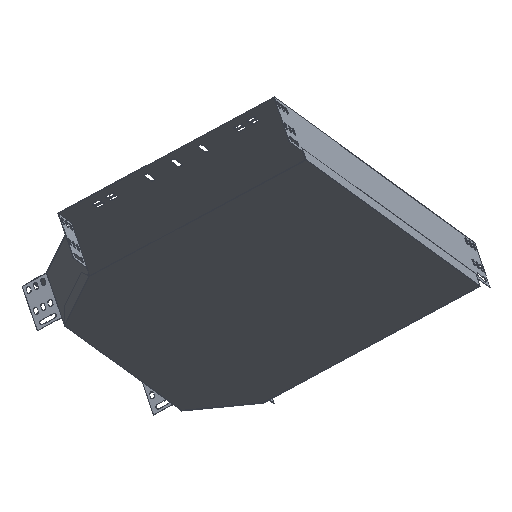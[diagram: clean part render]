
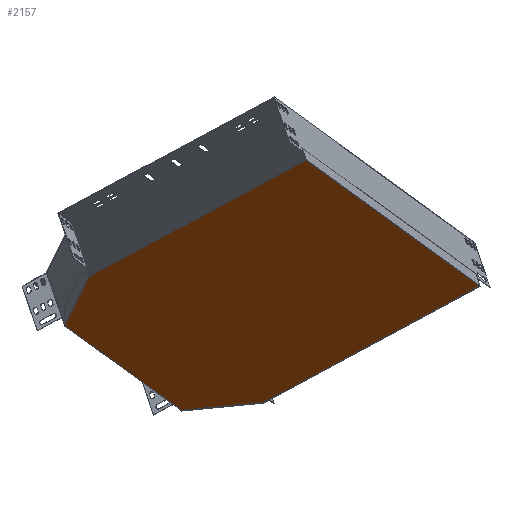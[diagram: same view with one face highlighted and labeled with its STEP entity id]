
A CAD part, front view. The second image highlights one B-rep face of the part: STEP entity #2157.
In plain terms, the highlighted planar face has unit normal (0.283, -0.485, -0.827).
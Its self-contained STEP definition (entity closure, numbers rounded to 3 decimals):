
#216 = VERTEX_POINT ( 'NONE', #4700 ) ;
#367 = VECTOR ( 'NONE', #10021, 1000. ) ;
#675 = CARTESIAN_POINT ( 'NONE',  ( 55.79, 408.978, -214.472 ) ) ;
#764 = CARTESIAN_POINT ( 'NONE',  ( -217.585, -89.364, -15.515 ) ) ;
#854 = CARTESIAN_POINT ( 'NONE',  ( 56.01, 408.35, -214.029 ) ) ;
#1067 = CARTESIAN_POINT ( 'NONE',  ( -257.297, 21.339, -94.055 ) ) ;
#1192 = VERTEX_POINT ( 'NONE', #9590 ) ;
#1349 = VECTOR ( 'NONE', #3191, 1000. ) ;
#1394 = LINE ( 'NONE', #11237, #1349 ) ;
#1511 = LINE ( 'NONE', #8972, #367 ) ;
#1734 = EDGE_CURVE ( 'NONE', #3837, #1192, #7063, .T. ) ;
#1881 = DIRECTION ( 'NONE',  ( -0.845, 0.283, -0.455 ) ) ;
#1896 = PLANE ( 'NONE',  #2913 ) ;
#2058 = VERTEX_POINT ( 'NONE', #11858 ) ;
#2157 = ADVANCED_FACE ( 'NONE', ( #6102 ), #1896, .F. ) ;
#2360 = ORIENTED_EDGE ( 'NONE', *, *, #8858, .T. ) ;
#2407 = VECTOR ( 'NONE', #3430, 1000. ) ;
#2429 = ORIENTED_EDGE ( 'NONE', *, *, #2769, .F. ) ;
#2458 = LINE ( 'NONE', #764, #2407 ) ;
#2534 = ORIENTED_EDGE ( 'NONE', *, *, #3484, .T. ) ;
#2610 = ORIENTED_EDGE ( 'NONE', *, *, #6697, .T. ) ;
#2615 = VECTOR ( 'NONE', #9258, 1000. ) ;
#2664 = DIRECTION ( 'NONE',  ( 0.276, -0.785, 0.555 ) ) ;
#2712 = ORIENTED_EDGE ( 'NONE', *, *, #4050, .T. ) ;
#2769 = EDGE_CURVE ( 'NONE', #2058, #10881, #4574, .T. ) ;
#2793 = DIRECTION ( 'NONE',  ( -0.455, -0.827, 0.33 ) ) ;
#2803 = LINE ( 'NONE', #8206, #2615 ) ;
#2842 = EDGE_CURVE ( 'NONE', #216, #5715, #4405, .T. ) ;
#2849 = ORIENTED_EDGE ( 'NONE', *, *, #8599, .F. ) ;
#2908 = ORIENTED_EDGE ( 'NONE', *, *, #2842, .T. ) ;
#2913 = AXIS2_PLACEMENT_3D ( 'NONE', #5494, #8687, #2793 ) ;
#2928 = LINE ( 'NONE', #7079, #11081 ) ;
#3016 = ORIENTED_EDGE ( 'NONE', *, *, #3632, .F. ) ;
#3191 = DIRECTION ( 'NONE',  ( 0.845, -0.283, 0.455 ) ) ;
#3239 = ORIENTED_EDGE ( 'NONE', *, *, #1734, .F. ) ;
#3424 = ORIENTED_EDGE ( 'NONE', *, *, #4775, .T. ) ;
#3430 = DIRECTION ( 'NONE',  ( 0.919, 0.385, 0.088 ) ) ;
#3484 = EDGE_CURVE ( 'NONE', #2058, #4860, #2803, .T. ) ;
#3632 = EDGE_CURVE ( 'NONE', #1192, #5715, #2458, .T. ) ;
#3837 = VERTEX_POINT ( 'NONE', #1067 ) ;
#3922 = CARTESIAN_POINT ( 'NONE',  ( 395.332, 294.284, -31.071 ) ) ;
#3995 = LINE ( 'NONE', #854, #4008 ) ;
#4008 = VECTOR ( 'NONE', #6400, 1000. ) ;
#4050 = EDGE_CURVE ( 'NONE', #9463, #6263, #1394, .T. ) ;
#4314 = CARTESIAN_POINT ( 'NONE',  ( -256.011, 21.878, -93.931 ) ) ;
#4335 = VECTOR ( 'NONE', #1881, 1000. ) ;
#4405 = LINE ( 'NONE', #6566, #4335 ) ;
#4493 = VECTOR ( 'NONE', #2664, 1000. ) ;
#4574 = LINE ( 'NONE', #6468, #4493 ) ;
#4700 = CARTESIAN_POINT ( 'NONE',  ( 122.123, -202.728, 167.162 ) ) ;
#4775 = EDGE_CURVE ( 'NONE', #3837, #6548, #2928, .T. ) ;
#4860 = VERTEX_POINT ( 'NONE', #675 ) ;
#5356 = CARTESIAN_POINT ( 'NONE',  ( -217.034, -89.133, -15.462 ) ) ;
#5494 = CARTESIAN_POINT ( 'NONE',  ( -334.121, 244.343, -251.184 ) ) ;
#5685 = LINE ( 'NONE', #4314, #7631 ) ;
#5715 = VERTEX_POINT ( 'NONE', #5356 ) ;
#6102 = FACE_OUTER_BOUND ( 'NONE', #7412, .T. ) ;
#6263 = VERTEX_POINT ( 'NONE', #3922 ) ;
#6400 = DIRECTION ( 'NONE',  ( 0.276, -0.785, 0.555 ) ) ;
#6468 = CARTESIAN_POINT ( 'NONE',  ( -73.915, 353.911, -226.508 ) ) ;
#6548 = VERTEX_POINT ( 'NONE', #10379 ) ;
#6566 = CARTESIAN_POINT ( 'NONE',  ( 121.447, -202.502, 166.798 ) ) ;
#6697 = EDGE_CURVE ( 'NONE', #4860, #9463, #3995, .T. ) ;
#7015 = VECTOR ( 'NONE', #10399, 1000. ) ;
#7063 = LINE ( 'NONE', #11420, #7015 ) ;
#7079 = CARTESIAN_POINT ( 'NONE',  ( -256.562, 21.647, -93.984 ) ) ;
#7412 = EDGE_LOOP ( 'NONE', ( #2360, #2429, #2534, #2610, #2712, #2849, #2908, #3016, #3239, #3424 ) ) ;
#7606 = CARTESIAN_POINT ( 'NONE',  ( 56.176, 407.879, -213.696 ) ) ;
#7631 = VECTOR ( 'NONE', #12510, 1000. ) ;
#8206 = CARTESIAN_POINT ( 'NONE',  ( -75.175, 354.103, -227.052 ) ) ;
#8591 = CARTESIAN_POINT ( 'NONE',  ( -73.75, 353.44, -226.175 ) ) ;
#8599 = EDGE_CURVE ( 'NONE', #216, #6263, #1511, .T. ) ;
#8687 = DIRECTION ( 'NONE',  ( -0.283, 0.485, 0.827 ) ) ;
#8858 = EDGE_CURVE ( 'NONE', #6548, #10881, #5685, .T. ) ;
#8972 = CARTESIAN_POINT ( 'NONE',  ( 121.608, -203.664, 167.535 ) ) ;
#9258 = DIRECTION ( 'NONE',  ( 0.919, 0.385, 0.088 ) ) ;
#9463 = VERTEX_POINT ( 'NONE', #7606 ) ;
#9590 = CARTESIAN_POINT ( 'NONE',  ( -218.32, -89.672, -15.586 ) ) ;
#10021 = DIRECTION ( 'NONE',  ( 0.455, 0.827, -0.33 ) ) ;
#10379 = CARTESIAN_POINT ( 'NONE',  ( -256.011, 21.878, -93.931 ) ) ;
#10399 = DIRECTION ( 'NONE',  ( 0.276, -0.785, 0.555 ) ) ;
#10881 = VERTEX_POINT ( 'NONE', #8591 ) ;
#11081 = VECTOR ( 'NONE', #12239, 1000. ) ;
#11237 = CARTESIAN_POINT ( 'NONE',  ( 56.176, 407.879, -213.696 ) ) ;
#11420 = CARTESIAN_POINT ( 'NONE',  ( -257.609, 22.227, -94.683 ) ) ;
#11858 = CARTESIAN_POINT ( 'NONE',  ( -74.136, 354.539, -226.952 ) ) ;
#12239 = DIRECTION ( 'NONE',  ( 0.919, 0.385, 0.088 ) ) ;
#12510 = DIRECTION ( 'NONE',  ( 0.455, 0.827, -0.33 ) ) ;
